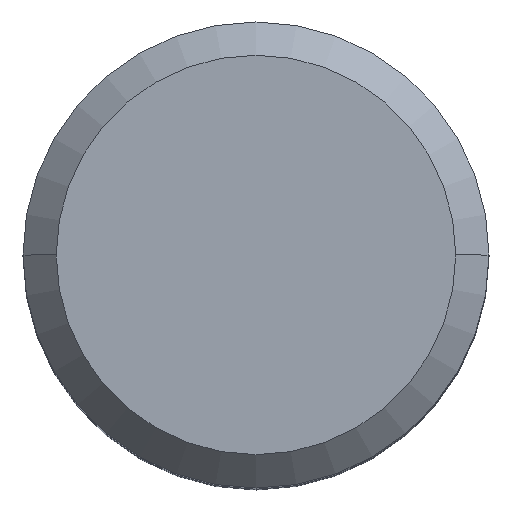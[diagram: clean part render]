
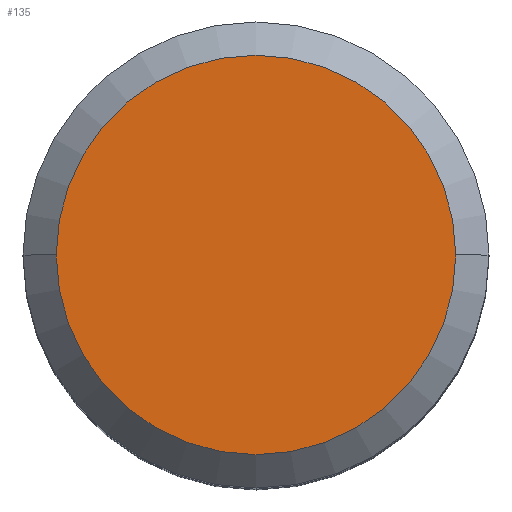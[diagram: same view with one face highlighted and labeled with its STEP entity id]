
A CAD part, top view. The second image highlights one B-rep face of the part: STEP entity #135.
In plain terms, the highlighted planar face has unit normal (0, 0, 1).
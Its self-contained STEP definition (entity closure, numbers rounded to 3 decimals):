
#135=ADVANCED_FACE('',(#171),#169,.T.);
#169=PLANE('',#582);
#171=FACE_OUTER_BOUND('',#204,.T.);
#204=EDGE_LOOP('',(#239,#240));
#239=ORIENTED_EDGE('',*,*,#442,.F.);
#240=ORIENTED_EDGE('',*,*,#443,.F.);
#395=VERTEX_POINT('',#833);
#396=VERTEX_POINT('',#834);
#442=EDGE_CURVE('',#395,#396,#520,.T.);
#443=EDGE_CURVE('',#396,#395,#521,.T.);
#520=CIRCLE('',#580,3.);
#521=CIRCLE('',#581,3.);
#580=AXIS2_PLACEMENT_3D('',#832,#658,#659);
#581=AXIS2_PLACEMENT_3D('',#835,#660,#661);
#582=AXIS2_PLACEMENT_3D('',#836,#662,#663);
#658=DIRECTION('',(0.,0.,-1.));
#659=DIRECTION('',(-1.,0.,0.));
#660=DIRECTION('',(0.,0.,-1.));
#661=DIRECTION('',(1.,0.,0.));
#662=DIRECTION('',(0.,0.,1.));
#663=DIRECTION('',(1.,0.,0.));
#832=CARTESIAN_POINT('',(0.,0.,18.));
#833=CARTESIAN_POINT('',(-3.,0.,18.));
#834=CARTESIAN_POINT('',(3.,0.,18.));
#835=CARTESIAN_POINT('',(0.,0.,18.));
#836=CARTESIAN_POINT('',(0.,0.,18.));
